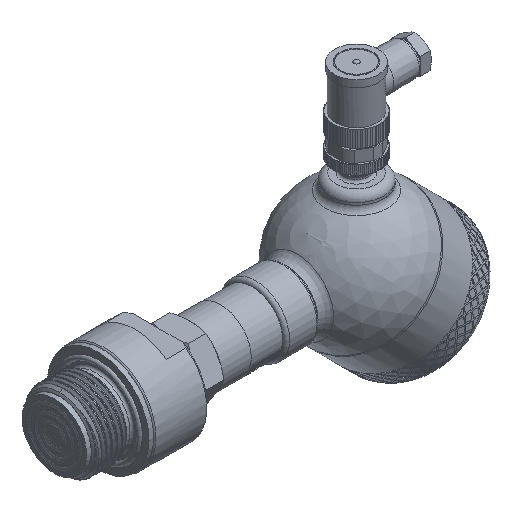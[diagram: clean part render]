
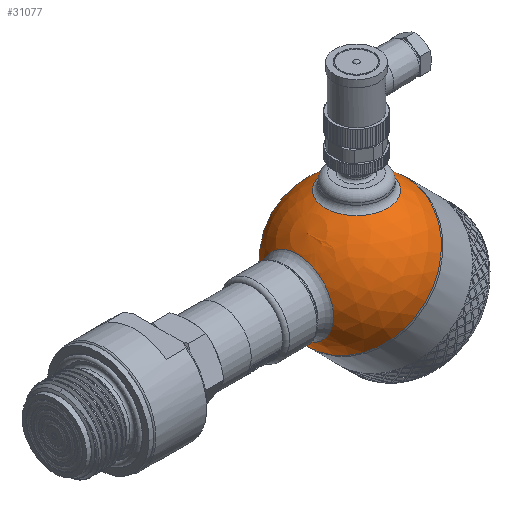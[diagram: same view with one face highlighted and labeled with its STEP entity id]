
A CAD part, isometric view. The second image highlights one B-rep face of the part: STEP entity #31077.
In plain terms, the highlighted spherical face has radius 30 mm.
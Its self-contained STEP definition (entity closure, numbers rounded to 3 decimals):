
#43=SPHERICAL_SURFACE('',#32414,30.);
#428=FACE_BOUND('',#10440,.T.);
#429=FACE_BOUND('',#10441,.T.);
#8327=FACE_OUTER_BOUND('',#10439,.T.);
#10439=EDGE_LOOP('',(#26961,#26962,#26963,#26964));
#10440=EDGE_LOOP('',(#26965));
#10441=EDGE_LOOP('',(#26966));
#11246=CIRCLE('',#32411,15.643);
#11249=CIRCLE('',#32415,30.);
#11250=CIRCLE('',#32416,30.);
#11251=CIRCLE('',#32417,30.);
#11252=CIRCLE('',#32418,13.5);
#14218=VERTEX_POINT('',#68245);
#14220=VERTEX_POINT('',#68251);
#14221=VERTEX_POINT('',#68252);
#14222=VERTEX_POINT('',#68254);
#14223=VERTEX_POINT('',#68257);
#18593=EDGE_CURVE('',#14218,#14218,#11246,.T.);
#18596=EDGE_CURVE('',#14220,#14221,#11249,.T.);
#18597=EDGE_CURVE('',#14220,#14222,#11250,.T.);
#18598=EDGE_CURVE('',#14221,#14220,#11251,.T.);
#18599=EDGE_CURVE('',#14223,#14223,#11252,.T.);
#26961=ORIENTED_EDGE('',*,*,#18596,.F.);
#26962=ORIENTED_EDGE('',*,*,#18597,.T.);
#26963=ORIENTED_EDGE('',*,*,#18597,.F.);
#26964=ORIENTED_EDGE('',*,*,#18598,.F.);
#26965=ORIENTED_EDGE('',*,*,#18593,.F.);
#26966=ORIENTED_EDGE('',*,*,#18599,.F.);
#31077=ADVANCED_FACE('',(#8327,#428,#429),#43,.T.);
#32411=AXIS2_PLACEMENT_3D('',#68246,#35718,#35719);
#32414=AXIS2_PLACEMENT_3D('',#68250,#35724,#35725);
#32415=AXIS2_PLACEMENT_3D('',#68253,#35726,#35727);
#32416=AXIS2_PLACEMENT_3D('',#68255,#35728,#35729);
#32417=AXIS2_PLACEMENT_3D('',#68256,#35730,#35731);
#32418=AXIS2_PLACEMENT_3D('',#68258,#35732,#35733);
#35718=DIRECTION('center_axis',(-0.707,0.,0.707));
#35719=DIRECTION('ref_axis',(0.707,0.,0.707));
#35724=DIRECTION('center_axis',(1.,0.,0.));
#35725=DIRECTION('ref_axis',(0.,-1.,0.));
#35726=DIRECTION('center_axis',(1.,0.,0.));
#35727=DIRECTION('ref_axis',(0.,1.,0.));
#35728=DIRECTION('center_axis',(0.,0.,1.));
#35729=DIRECTION('ref_axis',(0.,1.,0.));
#35730=DIRECTION('center_axis',(1.,0.,0.));
#35731=DIRECTION('ref_axis',(0.,1.,0.));
#35732=DIRECTION('center_axis',(-0.707,0.,-0.707));
#35733=DIRECTION('ref_axis',(-0.707,0.,0.707));
#68245=CARTESIAN_POINT('',(-29.162,0.,7.04));
#68246=CARTESIAN_POINT('Origin',(-18.101,0.,18.101));
#68250=CARTESIAN_POINT('Origin',(0.,0.,0.));
#68251=CARTESIAN_POINT('',(0.,30.,0.));
#68252=CARTESIAN_POINT('',(0.,-30.,0.));
#68253=CARTESIAN_POINT('Origin',(0.,0.,0.));
#68254=CARTESIAN_POINT('',(-30.,0.,0.));
#68255=CARTESIAN_POINT('Origin',(0.,0.,0.));
#68256=CARTESIAN_POINT('Origin',(0.,0.,0.));
#68257=CARTESIAN_POINT('',(-9.398,0.,-28.49));
#68258=CARTESIAN_POINT('Origin',(-18.944,0.,-18.944));
